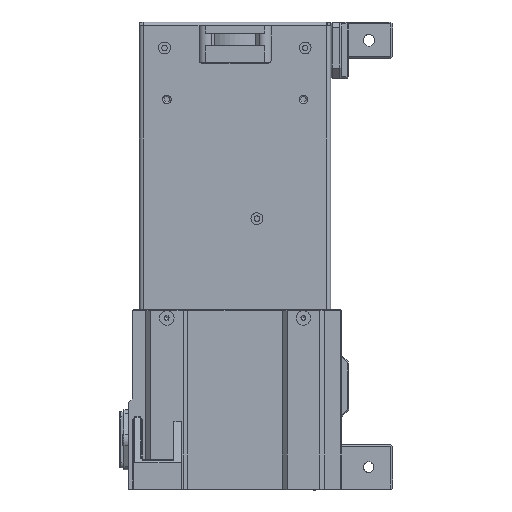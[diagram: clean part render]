
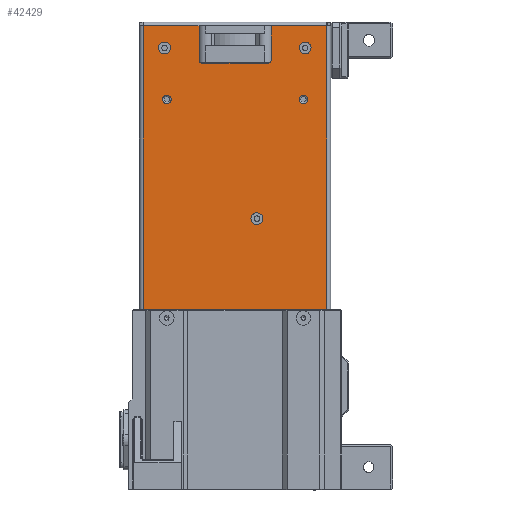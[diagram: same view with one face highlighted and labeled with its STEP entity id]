
A CAD part, left-side view. The second image highlights one B-rep face of the part: STEP entity #42429.
In plain terms, the highlighted face is planar.
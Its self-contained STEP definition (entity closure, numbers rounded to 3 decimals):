
#1219=FACE_BOUND('',#7523,.T.);
#1220=FACE_BOUND('',#7524,.T.);
#1221=FACE_BOUND('',#7525,.T.);
#1222=FACE_BOUND('',#7526,.T.);
#2750=PLANE('',#46268);
#4956=FACE_OUTER_BOUND('',#7522,.T.);
#7522=EDGE_LOOP('',(#38011,#38012,#38013,#38014,#38015,#38016,#38017,#38018,
#38019,#38020));
#7523=EDGE_LOOP('',(#38021));
#7524=EDGE_LOOP('',(#38022));
#7525=EDGE_LOOP('',(#38023));
#7526=EDGE_LOOP('',(#38024));
#11715=LINE('',#73865,#16125);
#11796=LINE('',#74153,#16206);
#11822=LINE('',#74232,#16232);
#11823=LINE('',#74233,#16233);
#11824=LINE('',#74235,#16234);
#11825=LINE('',#74236,#16235);
#11826=LINE('',#74238,#16236);
#11827=LINE('',#74240,#16237);
#16125=VECTOR('',#56594,1.);
#16206=VECTOR('',#56901,1.);
#16232=VECTOR('',#56991,1.);
#16233=VECTOR('',#56992,1.);
#16234=VECTOR('',#56993,1.);
#16235=VECTOR('',#56994,1.);
#16236=VECTOR('',#56995,1.);
#16237=VECTOR('',#56996,1.);
#17910=CIRCLE('',#46269,1.5);
#17911=CIRCLE('',#46270,1.5);
#17912=CIRCLE('',#46271,2.36);
#17913=CIRCLE('',#46272,2.36);
#17914=CIRCLE('',#46273,2.36);
#17915=CIRCLE('',#46274,2.36);
#21269=VERTEX_POINT('',#73820);
#21284=VERTEX_POINT('',#73858);
#21287=VERTEX_POINT('',#73863);
#21379=VERTEX_POINT('',#74147);
#21381=VERTEX_POINT('',#74151);
#21401=VERTEX_POINT('',#74229);
#21402=VERTEX_POINT('',#74231);
#21403=VERTEX_POINT('',#74234);
#21404=VERTEX_POINT('',#74237);
#21405=VERTEX_POINT('',#74239);
#21406=VERTEX_POINT('',#74242);
#21407=VERTEX_POINT('',#74244);
#21408=VERTEX_POINT('',#74246);
#21409=VERTEX_POINT('',#74248);
#26851=EDGE_CURVE('',#21287,#21284,#11715,.T.);
#26994=EDGE_CURVE('',#21381,#21379,#11796,.T.);
#27031=EDGE_CURVE('',#21381,#21401,#17910,.T.);
#27032=EDGE_CURVE('',#21402,#21401,#11822,.T.);
#27033=EDGE_CURVE('',#21284,#21402,#11823,.T.);
#27034=EDGE_CURVE('',#21403,#21287,#11824,.T.);
#27035=EDGE_CURVE('',#21269,#21403,#11825,.T.);
#27036=EDGE_CURVE('',#21404,#21269,#11826,.T.);
#27037=EDGE_CURVE('',#21405,#21404,#11827,.T.);
#27038=EDGE_CURVE('',#21379,#21405,#17911,.T.);
#27039=EDGE_CURVE('',#21406,#21406,#17912,.T.);
#27040=EDGE_CURVE('',#21407,#21407,#17913,.T.);
#27041=EDGE_CURVE('',#21408,#21408,#17914,.T.);
#27042=EDGE_CURVE('',#21409,#21409,#17915,.T.);
#38011=ORIENTED_EDGE('',*,*,#26994,.F.);
#38012=ORIENTED_EDGE('',*,*,#27031,.T.);
#38013=ORIENTED_EDGE('',*,*,#27032,.F.);
#38014=ORIENTED_EDGE('',*,*,#27033,.F.);
#38015=ORIENTED_EDGE('',*,*,#26851,.F.);
#38016=ORIENTED_EDGE('',*,*,#27034,.F.);
#38017=ORIENTED_EDGE('',*,*,#27035,.F.);
#38018=ORIENTED_EDGE('',*,*,#27036,.F.);
#38019=ORIENTED_EDGE('',*,*,#27037,.F.);
#38020=ORIENTED_EDGE('',*,*,#27038,.F.);
#38021=ORIENTED_EDGE('',*,*,#27039,.F.);
#38022=ORIENTED_EDGE('',*,*,#27040,.F.);
#38023=ORIENTED_EDGE('',*,*,#27041,.F.);
#38024=ORIENTED_EDGE('',*,*,#27042,.F.);
#42429=ADVANCED_FACE('',(#4956,#1219,#1220,#1221,#1222),#2750,.T.);
#46268=AXIS2_PLACEMENT_3D('',#74228,#56987,#56988);
#46269=AXIS2_PLACEMENT_3D('',#74230,#56989,#56990);
#46270=AXIS2_PLACEMENT_3D('',#74241,#56997,#56998);
#46271=AXIS2_PLACEMENT_3D('',#74243,#56999,#57000);
#46272=AXIS2_PLACEMENT_3D('',#74245,#57001,#57002);
#46273=AXIS2_PLACEMENT_3D('',#74247,#57003,#57004);
#46274=AXIS2_PLACEMENT_3D('',#74249,#57005,#57006);
#56594=DIRECTION('',(1.,0.,0.));
#56901=DIRECTION('',(0.,1.,0.));
#56987=DIRECTION('center_axis',(0.,0.,-1.));
#56988=DIRECTION('ref_axis',(0.,1.,0.));
#56989=DIRECTION('center_axis',(0.,0.,1.));
#56990=DIRECTION('ref_axis',(1.,0.,0.));
#56991=DIRECTION('',(-1.,0.,0.));
#56992=DIRECTION('',(0.,1.,0.));
#56993=DIRECTION('',(0.,-1.,0.));
#56994=DIRECTION('',(-1.,0.,0.));
#56995=DIRECTION('',(0.,1.,0.));
#56996=DIRECTION('',(1.,0.,0.));
#56997=DIRECTION('center_axis',(0.,0.,-1.));
#56998=DIRECTION('ref_axis',(-1.,0.,0.));
#56999=DIRECTION('center_axis',(0.,0.,-1.));
#57000=DIRECTION('ref_axis',(0.,1.,0.));
#57001=DIRECTION('center_axis',(0.,0.,-1.));
#57002=DIRECTION('ref_axis',(0.,1.,0.));
#57003=DIRECTION('center_axis',(0.,0.,-1.));
#57004=DIRECTION('ref_axis',(0.,1.,0.));
#57005=DIRECTION('center_axis',(0.,0.,-1.));
#57006=DIRECTION('ref_axis',(0.,1.,0.));
#73820=CARTESIAN_POINT('',(260.978,164.258,0.));
#73858=CARTESIAN_POINT('',(260.978,63.458,0.));
#73863=CARTESIAN_POINT('',(64.078,63.458,0.));
#73865=CARTESIAN_POINT('',(0.,63.458,0.));
#74147=CARTESIAN_POINT('',(240.478,132.158,0.));
#74151=CARTESIAN_POINT('',(240.478,95.558,0.));
#74153=CARTESIAN_POINT('',(240.478,0.,0.));
#74228=CARTESIAN_POINT('Origin',(76.388,148.373,0.));
#74229=CARTESIAN_POINT('',(241.978,94.058,0.));
#74230=CARTESIAN_POINT('Origin',(241.978,95.558,0.));
#74231=CARTESIAN_POINT('',(260.978,94.058,0.));
#74232=CARTESIAN_POINT('',(0.,94.058,0.));
#74233=CARTESIAN_POINT('',(260.978,0.,0.));
#74234=CARTESIAN_POINT('',(64.078,164.258,0.));
#74235=CARTESIAN_POINT('',(64.078,236.05,0.));
#74236=CARTESIAN_POINT('',(0.,164.258,0.));
#74237=CARTESIAN_POINT('',(260.978,133.658,0.));
#74238=CARTESIAN_POINT('',(260.978,0.,0.));
#74239=CARTESIAN_POINT('',(241.978,133.658,0.));
#74240=CARTESIAN_POINT('',(0.,133.658,0.));
#74241=CARTESIAN_POINT('Origin',(241.978,132.158,0.));
#74242=CARTESIAN_POINT('',(220.578,73.998,0.));
#74243=CARTESIAN_POINT('Origin',(220.578,76.358,0.));
#74244=CARTESIAN_POINT('',(100.578,148.998,0.));
#74245=CARTESIAN_POINT('Origin',(100.578,151.358,0.));
#74246=CARTESIAN_POINT('',(100.578,73.998,0.));
#74247=CARTESIAN_POINT('Origin',(100.578,76.358,0.));
#74248=CARTESIAN_POINT('',(220.578,148.998,0.));
#74249=CARTESIAN_POINT('Origin',(220.578,151.358,0.));
